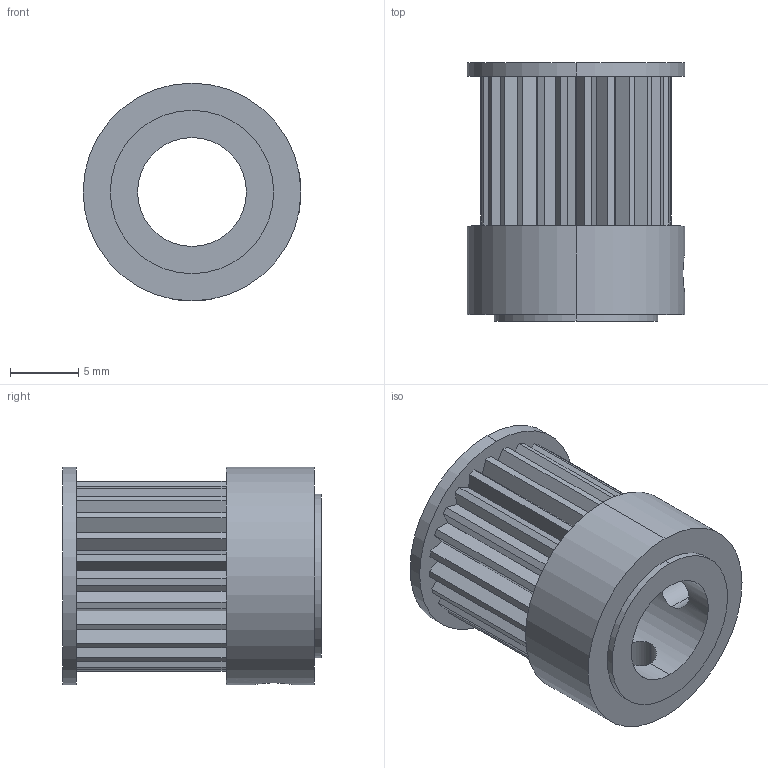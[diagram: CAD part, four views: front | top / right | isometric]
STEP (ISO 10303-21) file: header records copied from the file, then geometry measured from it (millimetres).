
FILE_DESCRIPTION (( 'STEP AP214' ), '1' );
FILE_NAME ('poulie 8mm x dents (à trouver).STEP', '2021-03-10T09:05:36', ( '' ), ( '' ), 'SwSTEP 2.0', 'SolidWorks 2016', '' );
FILE_SCHEMA (( 'AUTOMOTIVE_DESIGN' ));
Length unit declared in the file: millimetre
Products named in the file (1): poulie 8mm x dents (à trouver)
Bounding box: 16 x 19 x 16 mm (x, y, z)
Volume: 2071.5 mm3; surface area: 2125.9 mm2
Topology: 1 solids, 1 shells, 117 faces, 342 edges, 228 vertices
Faces by surface type: plane 80, cylinder 37
Entity records: 4088 total; most frequent: CARTESIAN_POINT 892, ORIENTED_EDGE 684, DIRECTION 632, EDGE_CURVE 342, LINE 264, VECTOR 264, VERTEX_POINT 228, AXIS2_PLACEMENT_3D 184
